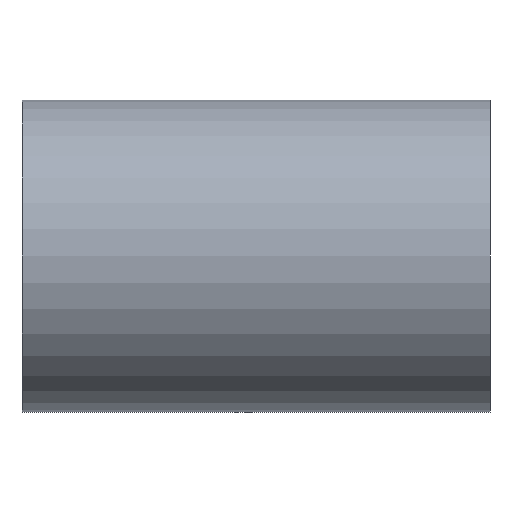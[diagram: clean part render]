
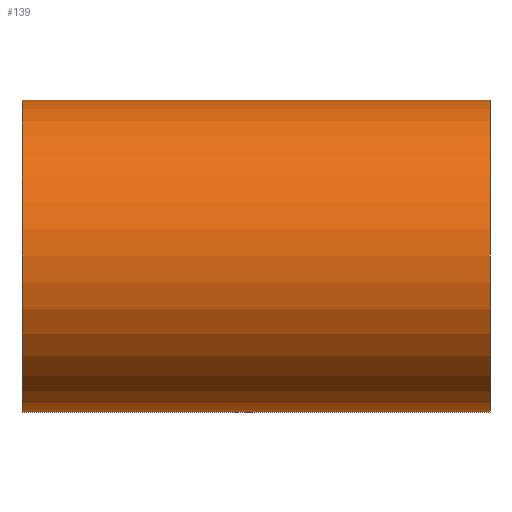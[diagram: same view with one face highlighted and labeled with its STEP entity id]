
A CAD part, left-side view. The second image highlights one B-rep face of the part: STEP entity #139.
In plain terms, the highlighted cylindrical face has radius 100 mm (diameter 200 mm), a partial arc.
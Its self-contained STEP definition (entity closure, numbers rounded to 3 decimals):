
#2 = DIRECTION ( 'NONE',  ( 0., -1., 0. ) ) ;
#10 = DIRECTION ( 'NONE',  ( 0., -1., 0. ) ) ;
#13 = CARTESIAN_POINT ( 'NONE',  ( 0., 0., -100. ) ) ;
#14 = DIRECTION ( 'NONE',  ( 0., 0., 1. ) ) ;
#15 = DIRECTION ( 'NONE',  ( 0., 1., 0. ) ) ;
#20 = CIRCLE ( 'NONE', #121, 100. ) ;
#26 = VERTEX_POINT ( 'NONE', #186 ) ;
#32 = DIRECTION ( 'NONE',  ( 0., -1., 0. ) ) ;
#36 = AXIS2_PLACEMENT_3D ( 'NONE', #162, #57, #14 ) ;
#38 = FACE_OUTER_BOUND ( 'NONE', #112, .T. ) ;
#42 = CARTESIAN_POINT ( 'NONE',  ( 0., 300., -100. ) ) ;
#45 = CYLINDRICAL_SURFACE ( 'NONE', #61, 100. ) ;
#46 = CARTESIAN_POINT ( 'NONE',  ( 0., 0., 0. ) ) ;
#53 = EDGE_CURVE ( 'NONE', #63, #65, #134, .T. ) ;
#57 = DIRECTION ( 'NONE',  ( 0., 1., 0. ) ) ;
#61 = AXIS2_PLACEMENT_3D ( 'NONE', #73, #10, #176 ) ;
#63 = VERTEX_POINT ( 'NONE', #103 ) ;
#65 = VERTEX_POINT ( 'NONE', #13 ) ;
#67 = CARTESIAN_POINT ( 'NONE',  ( 0., 0., 100. ) ) ;
#73 = CARTESIAN_POINT ( 'NONE',  ( 0., 300., 0. ) ) ;
#83 = DIRECTION ( 'NONE',  ( 0., 0., 1. ) ) ;
#85 = VECTOR ( 'NONE', #2, 1000. ) ;
#86 = EDGE_CURVE ( 'NONE', #65, #120, #20, .T. ) ;
#91 = ORIENTED_EDGE ( 'NONE', *, *, #53, .T. ) ;
#94 = ORIENTED_EDGE ( 'NONE', *, *, #150, .F. ) ;
#103 = CARTESIAN_POINT ( 'NONE',  ( 0., 300., -100. ) ) ;
#110 = LINE ( 'NONE', #118, #157 ) ;
#112 = EDGE_LOOP ( 'NONE', ( #149, #94, #91, #178 ) ) ;
#118 = CARTESIAN_POINT ( 'NONE',  ( 0., 300., 100. ) ) ;
#120 = VERTEX_POINT ( 'NONE', #67 ) ;
#121 = AXIS2_PLACEMENT_3D ( 'NONE', #46, #15, #83 ) ;
#134 = LINE ( 'NONE', #42, #85 ) ;
#137 = CIRCLE ( 'NONE', #36, 100. ) ;
#138 = EDGE_CURVE ( 'NONE', #26, #120, #110, .T. ) ;
#139 = ADVANCED_FACE ( 'NONE', ( #38 ), #45, .T. ) ;
#149 = ORIENTED_EDGE ( 'NONE', *, *, #138, .F. ) ;
#150 = EDGE_CURVE ( 'NONE', #63, #26, #137, .T. ) ;
#157 = VECTOR ( 'NONE', #32, 1000. ) ;
#162 = CARTESIAN_POINT ( 'NONE',  ( 0., 300., 0. ) ) ;
#176 = DIRECTION ( 'NONE',  ( 0., 0., -1. ) ) ;
#178 = ORIENTED_EDGE ( 'NONE', *, *, #86, .T. ) ;
#186 = CARTESIAN_POINT ( 'NONE',  ( 0., 300., 100. ) ) ;
